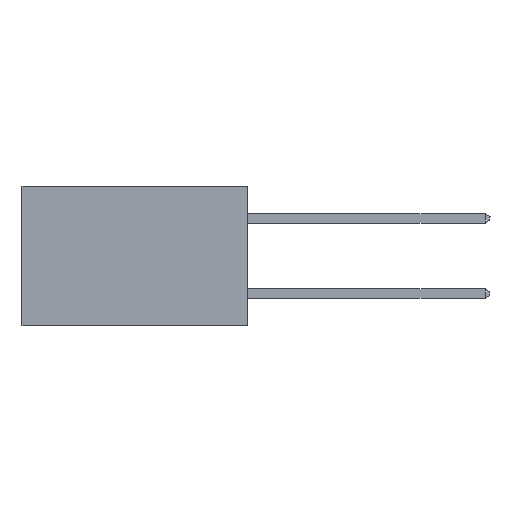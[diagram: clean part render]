
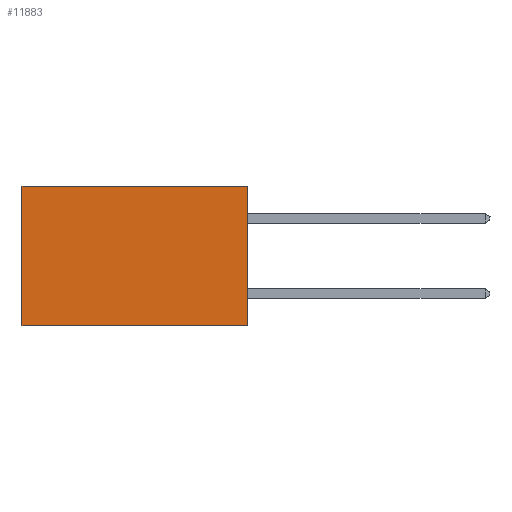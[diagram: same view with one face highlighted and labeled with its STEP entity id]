
A CAD part, left-side view. The second image highlights one B-rep face of the part: STEP entity #11883.
In plain terms, the highlighted planar face has unit normal (-1, 0, 0).
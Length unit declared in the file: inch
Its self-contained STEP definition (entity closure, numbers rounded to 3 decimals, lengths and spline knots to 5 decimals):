
#2047 = EDGE_LOOP ( 'NONE', ( #6198, #21199, #23706, #13569 ) ) ;
#2663 = VECTOR ( 'NONE', #23107, 39.37008 ) ;
#3608 = EDGE_CURVE ( 'NONE', #18501, #10223, #23864, .T. ) ;
#4115 = CARTESIAN_POINT ( 'NONE',  ( 0.298, 0., -0.37 ) ) ;
#5970 = EDGE_CURVE ( 'NONE', #16248, #18501, #24148, .T. ) ;
#6198 = ORIENTED_EDGE ( 'NONE', *, *, #9451, .T. ) ;
#8869 = VECTOR ( 'NONE', #15026, 39.37008 ) ;
#9057 = DIRECTION ( 'NONE',  ( 0., 0., -1. ) ) ;
#9405 = CARTESIAN_POINT ( 'NONE',  ( 0.298, 0., 0. ) ) ;
#9451 = EDGE_CURVE ( 'NONE', #29377, #10223, #21295, .T. ) ;
#10223 = VERTEX_POINT ( 'NONE', #28394 ) ;
#11055 = DIRECTION ( 'NONE',  ( 0., 1., 0. ) ) ;
#11883 = ADVANCED_FACE ( 'NONE', ( #17422 ), #23546, .F. ) ;
#12827 = CARTESIAN_POINT ( 'NONE',  ( 0.298, 0.6, 0. ) ) ;
#12969 = AXIS2_PLACEMENT_3D ( 'NONE', #9405, #18601, #25704 ) ;
#13569 = ORIENTED_EDGE ( 'NONE', *, *, #22549, .T. ) ;
#13686 = CARTESIAN_POINT ( 'NONE',  ( 0.298, 0., 0. ) ) ;
#13691 = CARTESIAN_POINT ( 'NONE',  ( 0.298, 0., -0.37 ) ) ;
#14444 = LINE ( 'NONE', #29779, #2663 ) ;
#15026 = DIRECTION ( 'NONE',  ( 0., 0., -1. ) ) ;
#16248 = VERTEX_POINT ( 'NONE', #18564 ) ;
#16547 = VECTOR ( 'NONE', #11055, 39.37008 ) ;
#17422 = FACE_OUTER_BOUND ( 'NONE', #2047, .T. ) ;
#18501 = VERTEX_POINT ( 'NONE', #13691 ) ;
#18564 = CARTESIAN_POINT ( 'NONE',  ( 0.298, 0., 0. ) ) ;
#18601 = DIRECTION ( 'NONE',  ( 1., 0., 0. ) ) ;
#20432 = VECTOR ( 'NONE', #9057, 39.37008 ) ;
#21199 = ORIENTED_EDGE ( 'NONE', *, *, #3608, .F. ) ;
#21295 = LINE ( 'NONE', #28502, #8869 ) ;
#22549 = EDGE_CURVE ( 'NONE', #16248, #29377, #14444, .T. ) ;
#23107 = DIRECTION ( 'NONE',  ( 0., 1., 0. ) ) ;
#23546 = PLANE ( 'NONE',  #12969 ) ;
#23706 = ORIENTED_EDGE ( 'NONE', *, *, #5970, .F. ) ;
#23864 = LINE ( 'NONE', #4115, #16547 ) ;
#24148 = LINE ( 'NONE', #13686, #20432 ) ;
#25704 = DIRECTION ( 'NONE',  ( 0., 0., -1. ) ) ;
#28394 = CARTESIAN_POINT ( 'NONE',  ( 0.298, 0.6, -0.37 ) ) ;
#28502 = CARTESIAN_POINT ( 'NONE',  ( 0.298, 0.6, 0. ) ) ;
#29377 = VERTEX_POINT ( 'NONE', #12827 ) ;
#29779 = CARTESIAN_POINT ( 'NONE',  ( 0.298, 0., 0. ) ) ;
